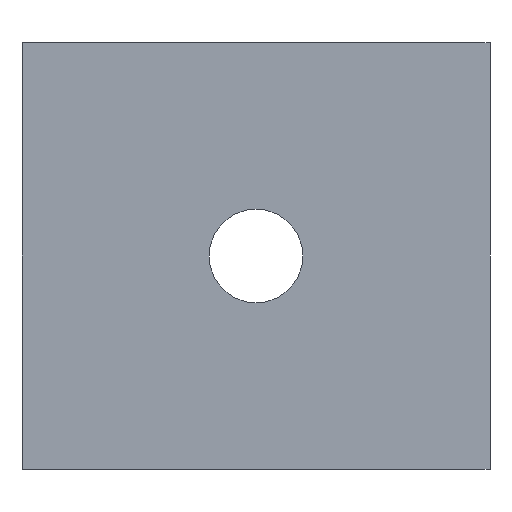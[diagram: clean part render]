
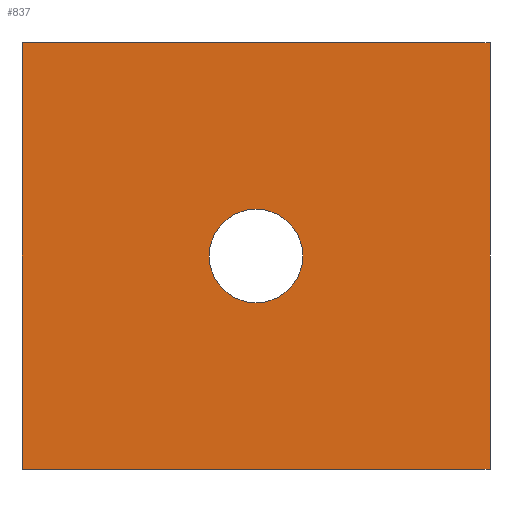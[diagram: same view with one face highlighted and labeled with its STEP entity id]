
A CAD part, front view. The second image highlights one B-rep face of the part: STEP entity #837.
In plain terms, the highlighted planar face has unit normal (0, -1, 0).
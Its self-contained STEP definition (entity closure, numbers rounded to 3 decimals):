
#4 = ORIENTED_EDGE ( 'NONE', *, *, #119, .F. ) ;
#25 = CIRCLE ( 'NONE', #355, 4.5 ) ;
#83 = DIRECTION ( 'NONE',  ( 0., -1., 0. ) ) ;
#100 = EDGE_CURVE ( 'NONE', #893, #979, #241, .T. ) ;
#119 = EDGE_CURVE ( 'NONE', #955, #979, #646, .T. ) ;
#128 = ORIENTED_EDGE ( 'NONE', *, *, #100, .T. ) ;
#155 = CARTESIAN_POINT ( 'NONE',  ( 0., 0., -20.5 ) ) ;
#161 = FACE_BOUND ( 'NONE', #729, .T. ) ;
#165 = CARTESIAN_POINT ( 'NONE',  ( 22.5, 0., 0. ) ) ;
#167 = EDGE_CURVE ( 'NONE', #1005, #366, #992, .T. ) ;
#171 = VERTEX_POINT ( 'NONE', #800 ) ;
#178 = ORIENTED_EDGE ( 'NONE', *, *, #167, .F. ) ;
#223 = AXIS2_PLACEMENT_3D ( 'NONE', #165, #83, #579 ) ;
#241 = LINE ( 'NONE', #728, #308 ) ;
#255 = FACE_OUTER_BOUND ( 'NONE', #551, .T. ) ;
#258 = EDGE_CURVE ( 'NONE', #171, #955, #504, .T. ) ;
#265 = ORIENTED_EDGE ( 'NONE', *, *, #598, .T. ) ;
#268 = CARTESIAN_POINT ( 'NONE',  ( 22.5, 0., 0. ) ) ;
#277 = CARTESIAN_POINT ( 'NONE',  ( 0., 0., 20.5 ) ) ;
#278 = LINE ( 'NONE', #816, #284 ) ;
#284 = VECTOR ( 'NONE', #667, 1000. ) ;
#308 = VECTOR ( 'NONE', #408, 1000. ) ;
#313 = CARTESIAN_POINT ( 'NONE',  ( 45., 0., -20.5 ) ) ;
#355 = AXIS2_PLACEMENT_3D ( 'NONE', #268, #357, #905 ) ;
#357 = DIRECTION ( 'NONE',  ( 0., -1., 0. ) ) ;
#359 = CARTESIAN_POINT ( 'NONE',  ( 22.5, 0., 4.5 ) ) ;
#366 = VERTEX_POINT ( 'NONE', #534 ) ;
#400 = VECTOR ( 'NONE', #723, 1000. ) ;
#408 = DIRECTION ( 'NONE',  ( 0., 0., 1. ) ) ;
#414 = ORIENTED_EDGE ( 'NONE', *, *, #615, .F. ) ;
#418 = PLANE ( 'NONE',  #1009 ) ;
#502 = CARTESIAN_POINT ( 'NONE',  ( 45., 0., 20.5 ) ) ;
#504 = LINE ( 'NONE', #739, #936 ) ;
#534 = CARTESIAN_POINT ( 'NONE',  ( 22.5, 0., -4.5 ) ) ;
#551 = EDGE_LOOP ( 'NONE', ( #128, #4, #985, #265 ) ) ;
#560 = DIRECTION ( 'NONE',  ( 0., -1., 0. ) ) ;
#579 = DIRECTION ( 'NONE',  ( 0., 0., -1. ) ) ;
#598 = EDGE_CURVE ( 'NONE', #171, #893, #278, .T. ) ;
#615 = EDGE_CURVE ( 'NONE', #366, #1005, #25, .T. ) ;
#636 = DIRECTION ( 'NONE',  ( 0., 0., -1. ) ) ;
#646 = LINE ( 'NONE', #718, #400 ) ;
#667 = DIRECTION ( 'NONE',  ( 1., 0., 0. ) ) ;
#718 = CARTESIAN_POINT ( 'NONE',  ( 0., 0., 20.5 ) ) ;
#723 = DIRECTION ( 'NONE',  ( 1., 0., 0. ) ) ;
#728 = CARTESIAN_POINT ( 'NONE',  ( 45., 0., -20.5 ) ) ;
#729 = EDGE_LOOP ( 'NONE', ( #414, #178 ) ) ;
#739 = CARTESIAN_POINT ( 'NONE',  ( 0., 0., -20.5 ) ) ;
#746 = DIRECTION ( 'NONE',  ( 0., 0., 1. ) ) ;
#800 = CARTESIAN_POINT ( 'NONE',  ( 0., 0., -20.5 ) ) ;
#816 = CARTESIAN_POINT ( 'NONE',  ( 0., 0., -20.5 ) ) ;
#837 = ADVANCED_FACE ( 'NONE', ( #161, #255 ), #418, .T. ) ;
#893 = VERTEX_POINT ( 'NONE', #313 ) ;
#905 = DIRECTION ( 'NONE',  ( 0., 0., -1. ) ) ;
#936 = VECTOR ( 'NONE', #746, 1000. ) ;
#955 = VERTEX_POINT ( 'NONE', #277 ) ;
#979 = VERTEX_POINT ( 'NONE', #502 ) ;
#985 = ORIENTED_EDGE ( 'NONE', *, *, #258, .F. ) ;
#992 = CIRCLE ( 'NONE', #223, 4.5 ) ;
#1005 = VERTEX_POINT ( 'NONE', #359 ) ;
#1009 = AXIS2_PLACEMENT_3D ( 'NONE', #155, #560, #636 ) ;
